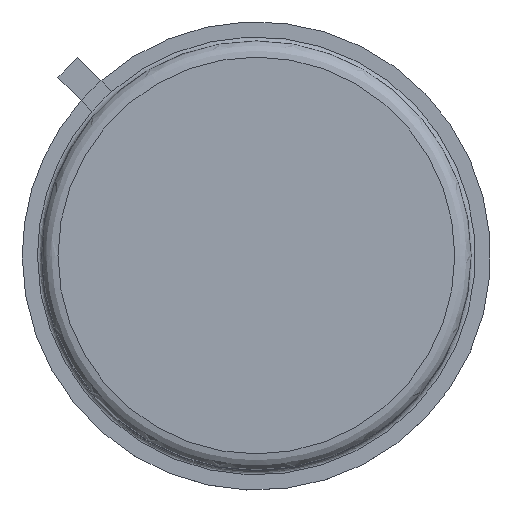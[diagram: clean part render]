
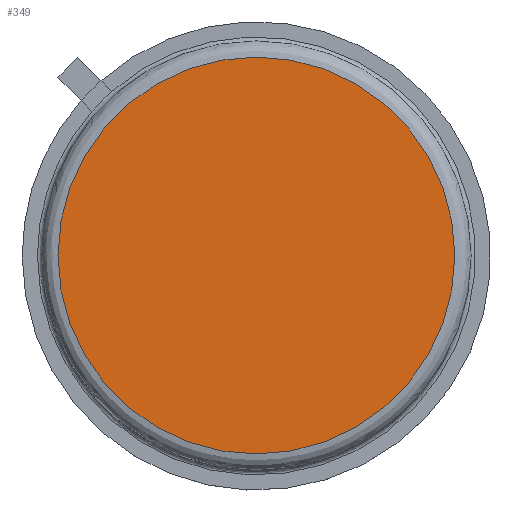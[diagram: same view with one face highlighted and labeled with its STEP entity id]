
A CAD part, top view. The second image highlights one B-rep face of the part: STEP entity #349.
In plain terms, the highlighted planar face has unit normal (0, 0, 1).
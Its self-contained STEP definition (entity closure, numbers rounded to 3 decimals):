
#61=DIRECTION('',(0.,0.,1.));
#334=ORIENTED_EDGE('',*,*,#335,.T.);
#335=EDGE_CURVE('',#336,#336,#338,.T.);
#336=VERTEX_POINT('',#337);
#337=CARTESIAN_POINT('',(-2.55,0.,13.2));
#338=CIRCLE('',#339,6.1);
#339=AXIS2_PLACEMENT_3D('',#340,#61,#341);
#340=CARTESIAN_POINT('',(3.55,0.,13.2));
#341=DIRECTION('',(-1.,0.,0.));
#349=ADVANCED_FACE('',(#350),#352,.T.);
#350=FACE_BOUND('',#351,.T.);
#351=EDGE_LOOP('',(#334));
#352=PLANE('',#339);
